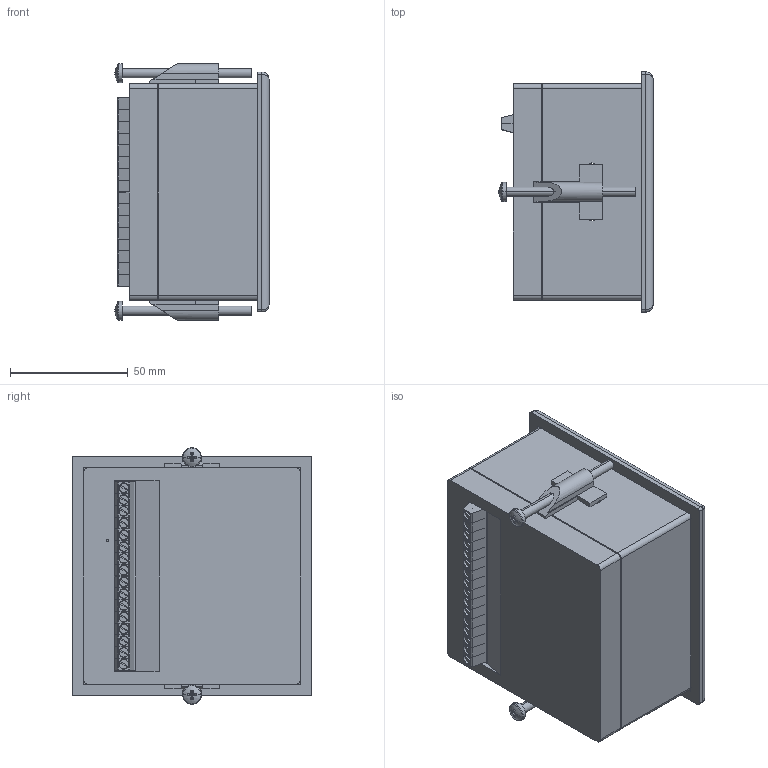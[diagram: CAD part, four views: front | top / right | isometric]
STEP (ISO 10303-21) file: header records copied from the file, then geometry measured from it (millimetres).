
FILE_DESCRIPTION (( 'STEP AP214' ), '1' );
FILE_NAME ('3D ìîäåëü 2ÒÐÌ1-Ù1.Ó.ÕÕ.STEP', '2015-08-11T13:15:06', ( 'adm' ), ( 'owen' ), 'SwSTEP 2.0', 'SolidWorks 2011', '' );
FILE_SCHEMA (( 'AUTOMOTIVE_DESIGN' ));
Length unit declared in the file: millimetre
Products named in the file (9): ﾇ琥韲; Êîðïóñ 2ÒÐÌ1-Ù1 ïåðåä; Êîðïóñ 2ÒÐÌ1-Ù1 çàä; 3D ìîäåëü 2ÒÐÌ1-Ù1.Ó.ÕÕ; 鏢鵿櫡 膹樦擨鴀鍒; 2TRM1_005F02M; Óïëîòíèòåëü; Pan Cross Head_AM4_55_B18.6.7M - M4 x 0.7 x 40 Type I Cross Recessed PHMS --40N; 抔樦憵
Assembly tree (25 placements, depth 3):
  3D ìîäåëü 2ÒÐÌ1-Ù1.Ó.ÕÕ
    Pan Cross Head_AM4_55_B18.6.7M - M4 x 0.7 x 40 Type I Cross Recessed PHMS --40N  x2
    Êîðïóñ 2ÒÐÌ1-Ù1 ïåðåä
    ﾇ琥韲  x2
    鏢鵿櫡 膹樦擨鴀鍒
      抔樦憵  x16
    2TRM1_005F02M
    Óïëîòíèòåëü
    Êîðïóñ 2ÒÐÌ1-Ù1 çàä
Bounding box: 65.5 x 102 x 109 mm (x, y, z)
Volume: 99759.1 mm3; surface area: 116606.3 mm2
Topology: 24 solids, 24 shells, 2096 faces, 5220 edges, 3444 vertices
Faces by surface type: plane 1515, bspline 303, cylinder 270, torus 4, sphere 4
Entity records: 56645 total; most frequent: CARTESIAN_POINT 11377, ORIENTED_EDGE 7074, DIRECTION 5269, EDGE_CURVE 3537, VECTOR 2781, LINE 2781, VERTEX_POINT 2348, EDGE_LOOP 1555
